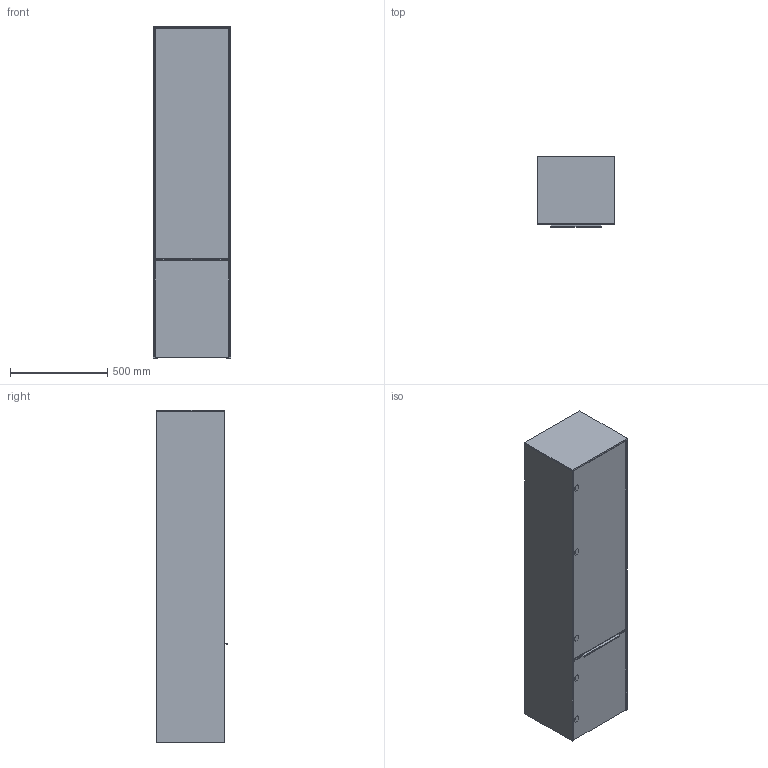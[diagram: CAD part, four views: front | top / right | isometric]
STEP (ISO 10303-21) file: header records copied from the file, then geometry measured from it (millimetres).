
FILE_DESCRIPTION(/* description */ (''),/* implementation_level */ '2;1');
FILE_NAME(/* name */ 'TK062_C5860Z_RFS.stp',/* time_stamp */ '2021-05-12T09:41:04+02:00',/* author */ ('StegeR'),/* organization */ (''),/* preprocessor_version */ 'ST-DEVELOPER v16.1',/* originating_system */ 'Autodesk Inventor 2016',/* authorisation */ '');
FILE_SCHEMA (('AUTOMOTIVE_DESIGN { 1 0 10303 214 3 1 1 }'));
Products named in the file (1): TK062_C5860Z_RFS
Bounding box: 401 x 362 x 1710 mm (x, y, z)
Volume: 50959549.9 mm3; surface area: 9440704.8 mm2
Topology: 48 solids, 48 shells, 1954 faces, 5188 edges, 3409 vertices
Faces by surface type: plane 1266, cylinder 559, bspline 55, cone 41, torus 27, sphere 6
Full cylindrical faces by diameter (mm): 6.9 x1, 9.83 x1, 12 x1
Entity records: 63741 total; most frequent: CARTESIAN_POINT 14642, ORIENTED_EDGE 10336, DIRECTION 9821, EDGE_CURVE 5168, LINE 3813, VECTOR 3813, VERTEX_POINT 3400, AXIS2_PLACEMENT_3D 3004
